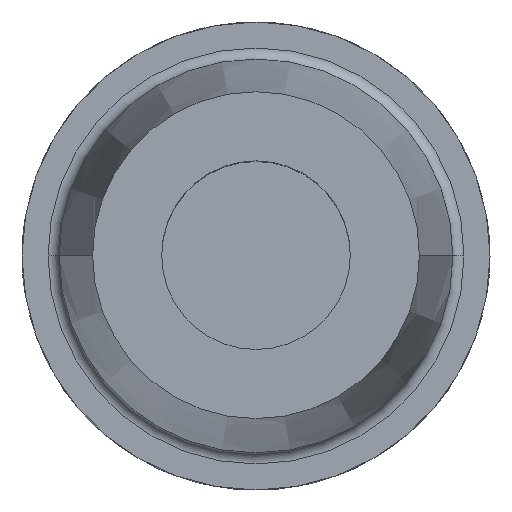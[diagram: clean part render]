
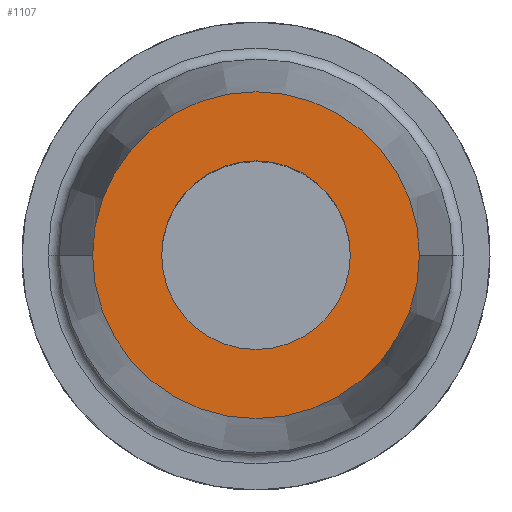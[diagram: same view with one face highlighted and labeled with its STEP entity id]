
A CAD part, top view. The second image highlights one B-rep face of the part: STEP entity #1107.
In plain terms, the highlighted planar face has unit normal (0, 0, 1).
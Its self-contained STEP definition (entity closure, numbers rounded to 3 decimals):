
#4 = AXIS2_PLACEMENT_3D ( 'NONE', #628, #508, #376 ) ;
#31 = VERTEX_POINT ( 'NONE', #1060 ) ;
#41 = EDGE_CURVE ( 'NONE', #1044, #1622, #763, .T. ) ;
#119 = FACE_OUTER_BOUND ( 'NONE', #512, .T. ) ;
#140 = ORIENTED_EDGE ( 'NONE', *, *, #1093, .T. ) ;
#203 = CIRCLE ( 'NONE', #521, 22. ) ;
#278 = AXIS2_PLACEMENT_3D ( 'NONE', #666, #783, #656 ) ;
#376 = DIRECTION ( 'NONE',  ( -1., 0., 0. ) ) ;
#489 = AXIS2_PLACEMENT_3D ( 'NONE', #1443, #1037, #765 ) ;
#508 = DIRECTION ( 'NONE',  ( 0., 0., -1. ) ) ;
#512 = EDGE_LOOP ( 'NONE', ( #1590, #743 ) ) ;
#521 = AXIS2_PLACEMENT_3D ( 'NONE', #882, #753, #619 ) ;
#596 = CARTESIAN_POINT ( 'NONE',  ( 22., 0., 90. ) ) ;
#609 = EDGE_CURVE ( 'NONE', #1319, #31, #1596, .T. ) ;
#619 = DIRECTION ( 'NONE',  ( -1., 0., 0. ) ) ;
#628 = CARTESIAN_POINT ( 'NONE',  ( 0., 0., 90. ) ) ;
#636 = PLANE ( 'NONE',  #489 ) ;
#656 = DIRECTION ( 'NONE',  ( -1., 0., 0. ) ) ;
#666 = CARTESIAN_POINT ( 'NONE',  ( 0., 0., 90. ) ) ;
#696 = DIRECTION ( 'NONE',  ( 0., 0., -1. ) ) ;
#743 = ORIENTED_EDGE ( 'NONE', *, *, #41, .F. ) ;
#753 = DIRECTION ( 'NONE',  ( 0., 0., -1. ) ) ;
#763 = CIRCLE ( 'NONE', #278, 22. ) ;
#765 = DIRECTION ( 'NONE',  ( 1., 0., 0. ) ) ;
#783 = DIRECTION ( 'NONE',  ( 0., 0., -1. ) ) ;
#812 = AXIS2_PLACEMENT_3D ( 'NONE', #1501, #696, #1365 ) ;
#847 = ORIENTED_EDGE ( 'NONE', *, *, #609, .T. ) ;
#866 = EDGE_LOOP ( 'NONE', ( #847, #140 ) ) ;
#882 = CARTESIAN_POINT ( 'NONE',  ( 0., 0., 90. ) ) ;
#1037 = DIRECTION ( 'NONE',  ( 0., 0., 1. ) ) ;
#1044 = VERTEX_POINT ( 'NONE', #596 ) ;
#1060 = CARTESIAN_POINT ( 'NONE',  ( 12.7, 0., 90. ) ) ;
#1093 = EDGE_CURVE ( 'NONE', #31, #1319, #1390, .T. ) ;
#1107 = ADVANCED_FACE ( 'NONE', ( #1345, #119 ), #636, .T. ) ;
#1225 = CARTESIAN_POINT ( 'NONE',  ( -22., 0., 90. ) ) ;
#1291 = EDGE_CURVE ( 'NONE', #1622, #1044, #203, .T. ) ;
#1319 = VERTEX_POINT ( 'NONE', #1430 ) ;
#1345 = FACE_BOUND ( 'NONE', #866, .T. ) ;
#1365 = DIRECTION ( 'NONE',  ( -1., 0., 0. ) ) ;
#1390 = CIRCLE ( 'NONE', #4, 12.7 ) ;
#1430 = CARTESIAN_POINT ( 'NONE',  ( -12.7, 0., 90. ) ) ;
#1443 = CARTESIAN_POINT ( 'NONE',  ( 0., 22., 90. ) ) ;
#1501 = CARTESIAN_POINT ( 'NONE',  ( 0., 0., 90. ) ) ;
#1590 = ORIENTED_EDGE ( 'NONE', *, *, #1291, .F. ) ;
#1596 = CIRCLE ( 'NONE', #812, 12.7 ) ;
#1622 = VERTEX_POINT ( 'NONE', #1225 ) ;
